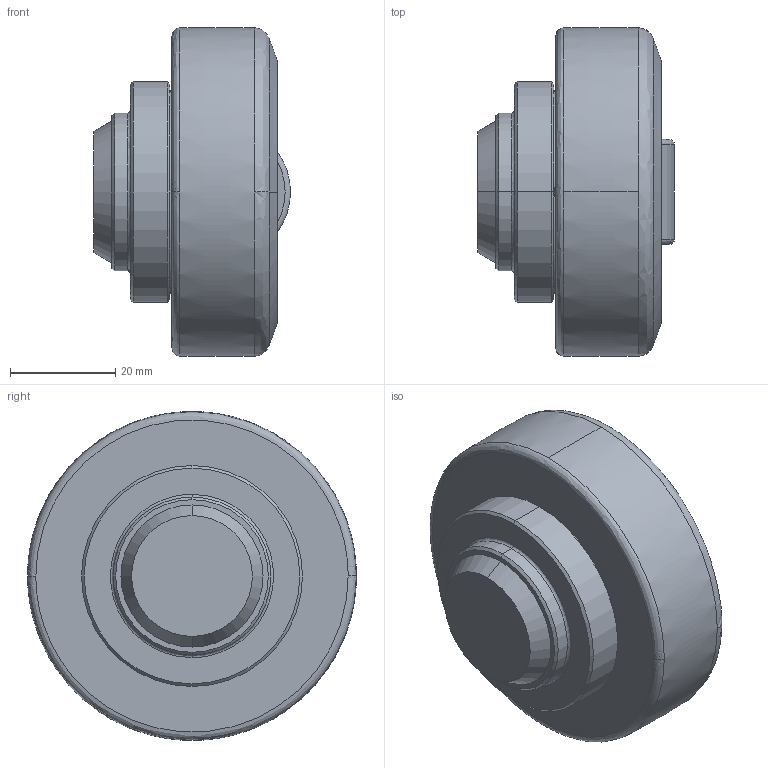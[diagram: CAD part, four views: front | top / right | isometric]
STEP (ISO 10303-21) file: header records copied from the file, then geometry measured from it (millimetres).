
FILE_DESCRIPTION (( 'STEP AP214' ), '1' );
FILE_NAME ('TR-060.0200-Rollco.step', '2023-04-28T07:33:29', ( '' ), ( '' ), 'SwSTEP 2.0', 'SolidWorks 2010', '' );
FILE_SCHEMA (( 'AUTOMOTIVE_DESIGN' ));
Length unit declared in the file: millimetre
Products named in the file (1): TR-060.0200-Rollco
Bounding box: 37.42 x 62.5 x 62.5 mm (x, y, z)
Volume: 75327 mm3; surface area: 11408.6 mm2
Topology: 1 solids, 1 shells, 62 faces, 146 edges, 92 vertices
Faces by surface type: plane 19, cone 19, cylinder 11, bspline 10, torus 3
Entity records: 2457 total; most frequent: CARTESIAN_POINT 1039, DIRECTION 293, ORIENTED_EDGE 292, EDGE_CURVE 146, AXIS2_PLACEMENT_3D 124, VERTEX_POINT 92, CIRCLE 71, EDGE_LOOP 68
